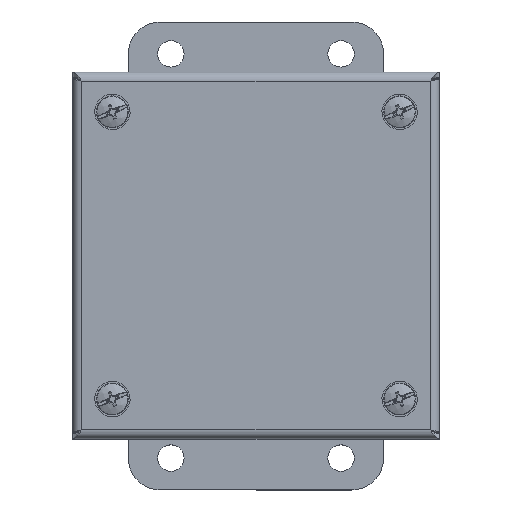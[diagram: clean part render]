
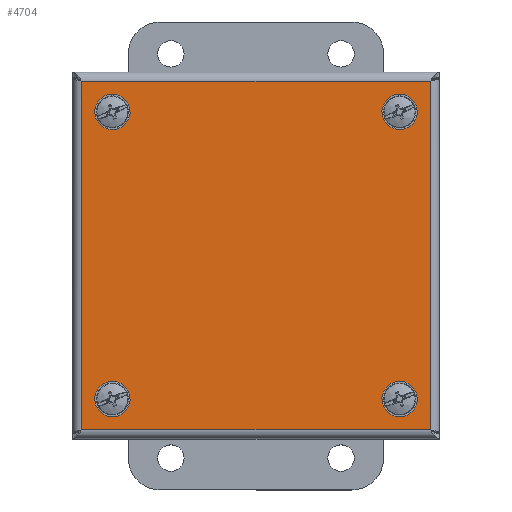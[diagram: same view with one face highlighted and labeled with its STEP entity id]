
A CAD part, top view. The second image highlights one B-rep face of the part: STEP entity #4704.
In plain terms, the highlighted planar face has unit normal (0, 0, 1).
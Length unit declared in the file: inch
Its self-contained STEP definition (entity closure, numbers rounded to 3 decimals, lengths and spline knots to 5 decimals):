
#494=FACE_BOUND('',#1131,.T.);
#495=FACE_BOUND('',#1132,.T.);
#496=FACE_BOUND('',#1133,.T.);
#497=FACE_BOUND('',#1134,.T.);
#622=PLANE('',#5236);
#846=FACE_OUTER_BOUND('',#1130,.T.);
#1130=EDGE_LOOP('',(#4032,#4033,#4034,#4035));
#1131=EDGE_LOOP('',(#4036,#4037));
#1132=EDGE_LOOP('',(#4038,#4039));
#1133=EDGE_LOOP('',(#4040,#4041));
#1134=EDGE_LOOP('',(#4042,#4043));
#1509=LINE('',#7893,#1905);
#1520=LINE('',#8093,#1916);
#1526=LINE('',#8129,#1922);
#1527=LINE('',#8133,#1923);
#1905=VECTOR('',#6143,0.3937);
#1916=VECTOR('',#6166,0.3937);
#1922=VECTOR('',#6208,0.3937);
#1923=VECTOR('',#6215,0.3937);
#2078=CIRCLE('',#5216,0.1405);
#2079=CIRCLE('',#5217,0.1405);
#2081=CIRCLE('',#5220,0.1405);
#2082=CIRCLE('',#5221,0.1405);
#2084=CIRCLE('',#5224,0.1405);
#2085=CIRCLE('',#5225,0.1405);
#2087=CIRCLE('',#5228,0.1405);
#2088=CIRCLE('',#5229,0.1405);
#2367=VERTEX_POINT('',#7678);
#2383=VERTEX_POINT('',#7796);
#2394=VERTEX_POINT('',#7892);
#2398=VERTEX_POINT('',#8029);
#2399=VERTEX_POINT('',#8095);
#2400=VERTEX_POINT('',#8096);
#2402=VERTEX_POINT('',#8103);
#2403=VERTEX_POINT('',#8104);
#2405=VERTEX_POINT('',#8111);
#2406=VERTEX_POINT('',#8112);
#2408=VERTEX_POINT('',#8119);
#2409=VERTEX_POINT('',#8120);
#2945=EDGE_CURVE('',#2394,#2383,#1509,.T.);
#2965=EDGE_CURVE('',#2367,#2398,#1520,.T.);
#2966=EDGE_CURVE('',#2399,#2400,#2078,.T.);
#2967=EDGE_CURVE('',#2400,#2399,#2079,.T.);
#2970=EDGE_CURVE('',#2402,#2403,#2081,.T.);
#2971=EDGE_CURVE('',#2403,#2402,#2082,.T.);
#2974=EDGE_CURVE('',#2405,#2406,#2084,.T.);
#2975=EDGE_CURVE('',#2406,#2405,#2085,.T.);
#2978=EDGE_CURVE('',#2408,#2409,#2087,.T.);
#2979=EDGE_CURVE('',#2409,#2408,#2088,.T.);
#2983=EDGE_CURVE('',#2383,#2367,#1526,.T.);
#2984=EDGE_CURVE('',#2398,#2394,#1527,.T.);
#4032=ORIENTED_EDGE('',*,*,#2945,.T.);
#4033=ORIENTED_EDGE('',*,*,#2983,.T.);
#4034=ORIENTED_EDGE('',*,*,#2965,.T.);
#4035=ORIENTED_EDGE('',*,*,#2984,.T.);
#4036=ORIENTED_EDGE('',*,*,#2966,.T.);
#4037=ORIENTED_EDGE('',*,*,#2967,.T.);
#4038=ORIENTED_EDGE('',*,*,#2970,.T.);
#4039=ORIENTED_EDGE('',*,*,#2971,.T.);
#4040=ORIENTED_EDGE('',*,*,#2974,.T.);
#4041=ORIENTED_EDGE('',*,*,#2975,.T.);
#4042=ORIENTED_EDGE('',*,*,#2978,.T.);
#4043=ORIENTED_EDGE('',*,*,#2979,.T.);
#4704=ADVANCED_FACE('',(#846,#494,#495,#496,#497),#622,.T.);
#5216=AXIS2_PLACEMENT_3D('',#8097,#6169,#6170);
#5217=AXIS2_PLACEMENT_3D('',#8098,#6171,#6172);
#5220=AXIS2_PLACEMENT_3D('',#8105,#6178,#6179);
#5221=AXIS2_PLACEMENT_3D('',#8106,#6180,#6181);
#5224=AXIS2_PLACEMENT_3D('',#8113,#6187,#6188);
#5225=AXIS2_PLACEMENT_3D('',#8114,#6189,#6190);
#5228=AXIS2_PLACEMENT_3D('',#8121,#6196,#6197);
#5229=AXIS2_PLACEMENT_3D('',#8122,#6198,#6199);
#5236=AXIS2_PLACEMENT_3D('',#8134,#6216,#6217);
#6143=DIRECTION('',(0.,-1.,0.));
#6166=DIRECTION('',(0.,1.,0.));
#6169=DIRECTION('center_axis',(0.,0.,-1.));
#6170=DIRECTION('ref_axis',(1.,0.,0.));
#6171=DIRECTION('center_axis',(0.,0.,-1.));
#6172=DIRECTION('ref_axis',(1.,0.,0.));
#6178=DIRECTION('center_axis',(0.,0.,-1.));
#6179=DIRECTION('ref_axis',(1.,0.,0.));
#6180=DIRECTION('center_axis',(0.,0.,-1.));
#6181=DIRECTION('ref_axis',(1.,0.,0.));
#6187=DIRECTION('center_axis',(0.,0.,-1.));
#6188=DIRECTION('ref_axis',(1.,0.,0.));
#6189=DIRECTION('center_axis',(0.,0.,-1.));
#6190=DIRECTION('ref_axis',(1.,0.,0.));
#6196=DIRECTION('center_axis',(0.,0.,-1.));
#6197=DIRECTION('ref_axis',(1.,0.,0.));
#6198=DIRECTION('center_axis',(0.,0.,-1.));
#6199=DIRECTION('ref_axis',(1.,0.,0.));
#6208=DIRECTION('',(1.,0.,0.));
#6215=DIRECTION('',(-1.,0.,0.));
#6216=DIRECTION('center_axis',(0.,0.,1.));
#6217=DIRECTION('ref_axis',(1.,0.,0.));
#7678=CARTESIAN_POINT('',(2.05038,-2.05038,0.059));
#7796=CARTESIAN_POINT('',(-2.05038,-2.05038,0.059));
#7892=CARTESIAN_POINT('',(-2.05038,2.05038,0.059));
#7893=CARTESIAN_POINT('',(-2.05038,1.02519,0.059));
#8029=CARTESIAN_POINT('',(2.05038,2.05038,0.059));
#8093=CARTESIAN_POINT('',(2.05038,-1.02519,0.059));
#8095=CARTESIAN_POINT('',(1.828,-1.6875,0.059));
#8096=CARTESIAN_POINT('',(1.547,-1.6875,0.059));
#8097=CARTESIAN_POINT('Origin',(1.6875,-1.6875,0.059));
#8098=CARTESIAN_POINT('Origin',(1.6875,-1.6875,0.059));
#8103=CARTESIAN_POINT('',(-1.547,-1.6875,0.059));
#8104=CARTESIAN_POINT('',(-1.828,-1.6875,0.059));
#8105=CARTESIAN_POINT('Origin',(-1.6875,-1.6875,0.059));
#8106=CARTESIAN_POINT('Origin',(-1.6875,-1.6875,0.059));
#8111=CARTESIAN_POINT('',(1.828,1.6875,0.059));
#8112=CARTESIAN_POINT('',(1.547,1.6875,0.059));
#8113=CARTESIAN_POINT('Origin',(1.6875,1.6875,0.059));
#8114=CARTESIAN_POINT('Origin',(1.6875,1.6875,0.059));
#8119=CARTESIAN_POINT('',(-1.547,1.6875,0.059));
#8120=CARTESIAN_POINT('',(-1.828,1.6875,0.059));
#8121=CARTESIAN_POINT('Origin',(-1.6875,1.6875,0.059));
#8122=CARTESIAN_POINT('Origin',(-1.6875,1.6875,0.059));
#8129=CARTESIAN_POINT('',(-1.02519,-2.05038,0.059));
#8133=CARTESIAN_POINT('',(1.02519,2.05038,0.059));
#8134=CARTESIAN_POINT('Origin',(0.,0.,
0.059));
